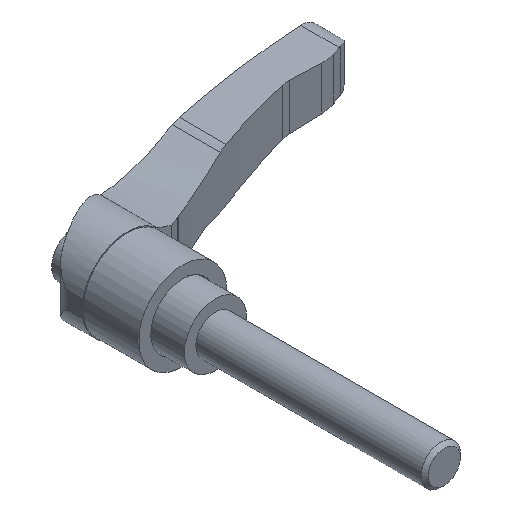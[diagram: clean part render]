
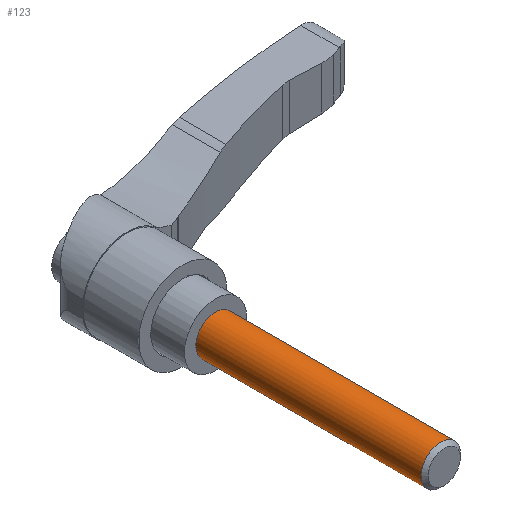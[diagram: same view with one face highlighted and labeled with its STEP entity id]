
A CAD part, isometric view. The second image highlights one B-rep face of the part: STEP entity #123.
In plain terms, the highlighted cylindrical face has radius 6 mm (diameter 12 mm), a full revolution.
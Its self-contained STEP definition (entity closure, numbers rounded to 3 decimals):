
#123 = ADVANCED_FACE( '', ( #286, #287 ), #288, .T. );
#286 = FACE_OUTER_BOUND( '', #486, .T. );
#287 = FACE_OUTER_BOUND( '', #487, .T. );
#288 = CYLINDRICAL_SURFACE( '', #488, 6. );
#486 = EDGE_LOOP( '', ( #797 ) );
#487 = EDGE_LOOP( '', ( #798 ) );
#488 = AXIS2_PLACEMENT_3D( '', #799, #800, #801 );
#797 = ORIENTED_EDGE( '', *, *, #1202, .F. );
#798 = ORIENTED_EDGE( '', *, *, #1229, .T. );
#799 = CARTESIAN_POINT( '', ( 0., -70., 0. ) );
#800 = DIRECTION( '', ( 0., 1., 0. ) );
#801 = DIRECTION( '', ( 0., 0., -1. ) );
#1202 = EDGE_CURVE( '', #1455, #1455, #1456, .T. );
#1229 = EDGE_CURVE( '', #1498, #1498, #1499, .T. );
#1455 = VERTEX_POINT( '', #2047 );
#1456 = CIRCLE( '', #2048, 6. );
#1498 = VERTEX_POINT( '', #2115 );
#1499 = CIRCLE( '', #2116, 6. );
#2047 = CARTESIAN_POINT( '', ( 0., -68.927, -6. ) );
#2048 = AXIS2_PLACEMENT_3D( '', #2414, #2415, #2416 );
#2115 = CARTESIAN_POINT( '', ( 0., 0., -6. ) );
#2116 = AXIS2_PLACEMENT_3D( '', #2443, #2444, #2445 );
#2414 = CARTESIAN_POINT( '', ( 0., -68.927, 0. ) );
#2415 = DIRECTION( '', ( 0., -1., 0. ) );
#2416 = DIRECTION( '', ( 0., 0., -1. ) );
#2443 = CARTESIAN_POINT( '', ( 0., 0., 0. ) );
#2444 = DIRECTION( '', ( 0., -1., 0. ) );
#2445 = DIRECTION( '', ( 0., 0., -1. ) );
